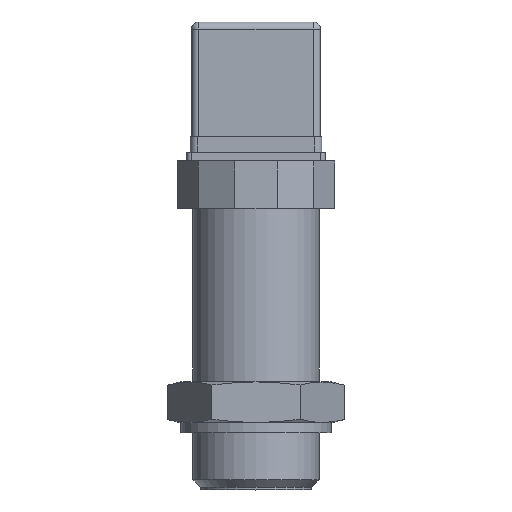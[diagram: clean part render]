
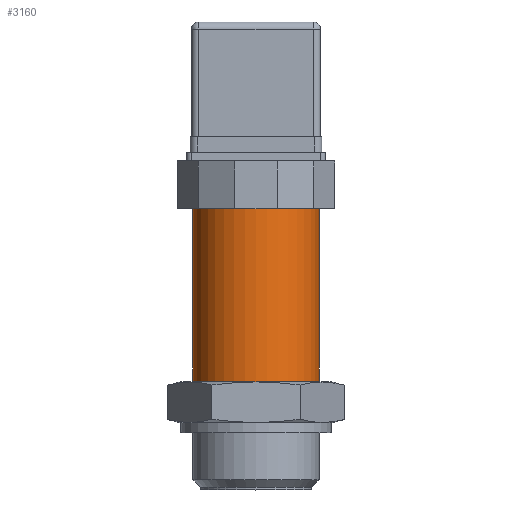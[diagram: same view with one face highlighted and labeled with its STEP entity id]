
A CAD part, top view. The second image highlights one B-rep face of the part: STEP entity #3160.
In plain terms, the highlighted cylindrical face has radius 13.25 mm (diameter 26.5 mm), a full revolution.
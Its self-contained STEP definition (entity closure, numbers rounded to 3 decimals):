
#377=FACE_OUTER_BOUND('',#579,.T.);
#579=EDGE_LOOP('',(#2843,#2844,#2845,#2846));
#890=LINE('',#5309,#1185);
#1185=VECTOR('',#4296,13.25);
#1291=CIRCLE('',#3442,13.25);
#1292=CIRCLE('',#3456,13.25);
#1585=VERTEX_POINT('',#5281);
#1586=VERTEX_POINT('',#5308);
#2007=EDGE_CURVE('',#1585,#1585,#1291,.T.);
#2020=EDGE_CURVE('',#1585,#1586,#890,.T.);
#2021=EDGE_CURVE('',#1586,#1586,#1292,.T.);
#2843=ORIENTED_EDGE('',*,*,#2007,.F.);
#2844=ORIENTED_EDGE('',*,*,#2020,.T.);
#2845=ORIENTED_EDGE('',*,*,#2021,.F.);
#2846=ORIENTED_EDGE('',*,*,#2020,.F.);
#2997=CYLINDRICAL_SURFACE('',#3455,13.25);
#3160=ADVANCED_FACE('',(#377),#2997,.T.);
#3442=AXIS2_PLACEMENT_3D('',#5282,#4256,#4257);
#3455=AXIS2_PLACEMENT_3D('',#5307,#4294,#4295);
#3456=AXIS2_PLACEMENT_3D('',#5310,#4297,#4298);
#4256=DIRECTION('center_axis',(0.,1.,0.));
#4257=DIRECTION('ref_axis',(-1.,0.,0.));
#4294=DIRECTION('center_axis',(0.,1.,0.));
#4295=DIRECTION('ref_axis',(-1.,0.,0.));
#4296=DIRECTION('',(0.,-1.,0.));
#4297=DIRECTION('center_axis',(0.,-1.,0.));
#4298=DIRECTION('ref_axis',(-1.,0.,0.));
#5281=CARTESIAN_POINT('',(13.25,58.4,0.));
#5282=CARTESIAN_POINT('Origin',(0.,58.4,0.));
#5307=CARTESIAN_POINT('Origin',(0.,22.1,0.));
#5308=CARTESIAN_POINT('',(13.25,22.1,0.));
#5309=CARTESIAN_POINT('',(13.25,22.1,0.));
#5310=CARTESIAN_POINT('Origin',(0.,22.1,0.));
